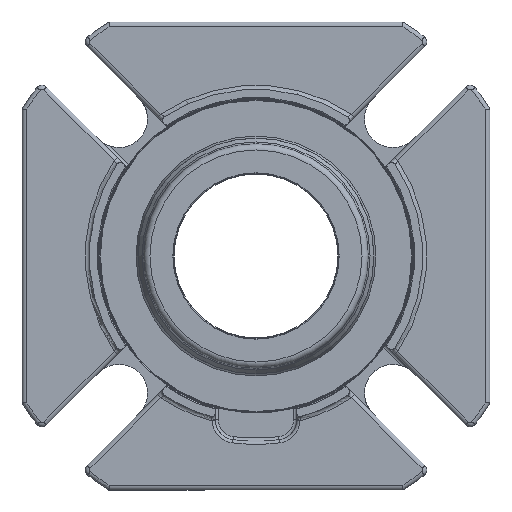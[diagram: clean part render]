
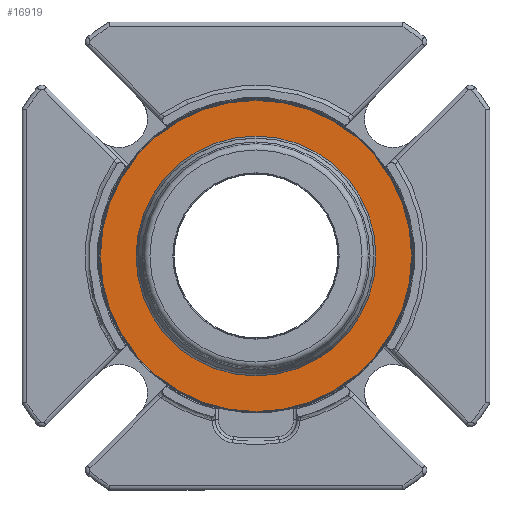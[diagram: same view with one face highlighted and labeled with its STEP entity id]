
A CAD part, left-side view. The second image highlights one B-rep face of the part: STEP entity #16919.
In plain terms, the highlighted planar face has unit normal (-1, 0, 0).
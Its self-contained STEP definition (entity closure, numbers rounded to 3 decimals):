
#3348=PLANE('',#18720);
#8268=ORIENTED_EDGE('',*,*,#10771,.F.);
#8269=ORIENTED_EDGE('',*,*,#10770,.T.);
#10770=EDGE_CURVE('',#12334,#12334,#13212,.T.);
#10771=EDGE_CURVE('',#12335,#12335,#13213,.F.);
#12334=VERTEX_POINT('',#33346);
#12335=VERTEX_POINT('',#33349);
#13212=CIRCLE('',#18719,38.);
#13213=CIRCLE('',#18721,29.299);
#14336=EDGE_LOOP('',(#8268));
#14337=EDGE_LOOP('',(#8269));
#15494=FACE_BOUND('',#14336,.T.);
#15495=FACE_BOUND('',#14337,.T.);
#16919=ADVANCED_FACE('',(#15494,#15495),#3348,.F.);
#18719=AXIS2_PLACEMENT_3D('',#33345,#23402,#23403);
#18720=AXIS2_PLACEMENT_3D('',#33347,#23404,#23405);
#18721=AXIS2_PLACEMENT_3D('',#33348,#23406,#23407);
#23402=DIRECTION('',(-1.,0.,0.));
#23403=DIRECTION('',(0.,1.,0.));
#23404=DIRECTION('',(1.,0.,0.));
#23405=DIRECTION('',(0.,-1.,0.));
#23406=DIRECTION('',(1.,0.,0.));
#23407=DIRECTION('',(0.,0.,-1.));
#33345=CARTESIAN_POINT('',(39.497,0.,0.));
#33346=CARTESIAN_POINT('',(39.497,38.,0.));
#33347=CARTESIAN_POINT('',(39.497,38.,0.));
#33348=CARTESIAN_POINT('',(39.497,0.,0.));
#33349=CARTESIAN_POINT('',(39.497,0.,-29.299));
